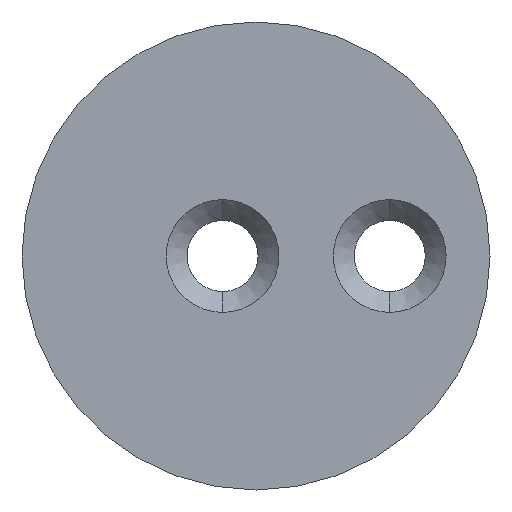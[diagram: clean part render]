
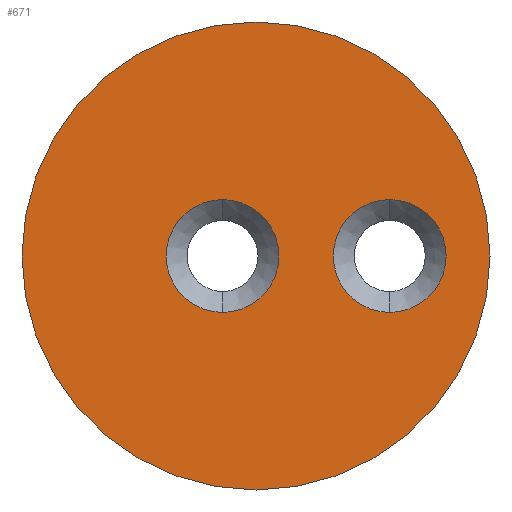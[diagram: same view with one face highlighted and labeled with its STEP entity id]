
A CAD part, front view. The second image highlights one B-rep face of the part: STEP entity #671.
In plain terms, the highlighted planar face has unit normal (0, -1, 0).
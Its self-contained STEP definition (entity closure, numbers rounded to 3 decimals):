
#3 = DIRECTION ( 'NONE',  ( 0., 0., -1. ) ) ;
#23 = VERTEX_POINT ( 'NONE', #392 ) ;
#26 = EDGE_CURVE ( 'NONE', #639, #183, #55, .T. ) ;
#27 = AXIS2_PLACEMENT_3D ( 'NONE', #285, #170, #121 ) ;
#40 = EDGE_LOOP ( 'NONE', ( #328, #342 ) ) ;
#55 = CIRCLE ( 'NONE', #438, 1.35 ) ;
#59 = EDGE_CURVE ( 'NONE', #494, #278, #456, .T. ) ;
#63 = AXIS2_PLACEMENT_3D ( 'NONE', #466, #101, #315 ) ;
#89 = VERTEX_POINT ( 'NONE', #681 ) ;
#97 = CARTESIAN_POINT ( 'NONE',  ( -0.8, -0.5, 1.35 ) ) ;
#101 = DIRECTION ( 'NONE',  ( 0., 1., 0. ) ) ;
#121 = DIRECTION ( 'NONE',  ( 0., 0., -1. ) ) ;
#124 = ORIENTED_EDGE ( 'NONE', *, *, #59, .T. ) ;
#126 = CARTESIAN_POINT ( 'NONE',  ( 3.2, -0.5, 1.35 ) ) ;
#131 = DIRECTION ( 'NONE',  ( 0., -1., 0. ) ) ;
#139 = CARTESIAN_POINT ( 'NONE',  ( 3.2, -0.5, 0. ) ) ;
#170 = DIRECTION ( 'NONE',  ( 0., 1., 0. ) ) ;
#171 = CIRCLE ( 'NONE', #262, 5.6 ) ;
#183 = VERTEX_POINT ( 'NONE', #504 ) ;
#200 = DIRECTION ( 'NONE',  ( 0., 0., -1. ) ) ;
#251 = CIRCLE ( 'NONE', #27, 1.35 ) ;
#252 = FACE_BOUND ( 'NONE', #40, .T. ) ;
#262 = AXIS2_PLACEMENT_3D ( 'NONE', #476, #317, #3 ) ;
#263 = CIRCLE ( 'NONE', #63, 1.35 ) ;
#278 = VERTEX_POINT ( 'NONE', #97 ) ;
#285 = CARTESIAN_POINT ( 'NONE',  ( -0.8, -0.5, 0. ) ) ;
#293 = EDGE_LOOP ( 'NONE', ( #124, #302 ) ) ;
#302 = ORIENTED_EDGE ( 'NONE', *, *, #586, .T. ) ;
#315 = DIRECTION ( 'NONE',  ( 0., 0., -1. ) ) ;
#317 = DIRECTION ( 'NONE',  ( 0., -1., 0. ) ) ;
#328 = ORIENTED_EDGE ( 'NONE', *, *, #485, .T. ) ;
#342 = ORIENTED_EDGE ( 'NONE', *, *, #26, .T. ) ;
#346 = EDGE_LOOP ( 'NONE', ( #381, #351 ) ) ;
#351 = ORIENTED_EDGE ( 'NONE', *, *, #580, .T. ) ;
#359 = DIRECTION ( 'NONE',  ( 0., 0., -1. ) ) ;
#368 = EDGE_CURVE ( 'NONE', #89, #23, #171, .T. ) ;
#381 = ORIENTED_EDGE ( 'NONE', *, *, #368, .T. ) ;
#392 = CARTESIAN_POINT ( 'NONE',  ( 0., -0.5, -5.6 ) ) ;
#429 = CARTESIAN_POINT ( 'NONE',  ( 0., -0.5, 0. ) ) ;
#438 = AXIS2_PLACEMENT_3D ( 'NONE', #139, #670, #200 ) ;
#456 = CIRCLE ( 'NONE', #610, 1.35 ) ;
#461 = DIRECTION ( 'NONE',  ( 0., 0., -1. ) ) ;
#466 = CARTESIAN_POINT ( 'NONE',  ( 3.2, -0.5, 0. ) ) ;
#476 = CARTESIAN_POINT ( 'NONE',  ( 0., -0.5, 0. ) ) ;
#485 = EDGE_CURVE ( 'NONE', #183, #639, #263, .T. ) ;
#489 = CARTESIAN_POINT ( 'NONE',  ( -0.8, -0.5, -1.35 ) ) ;
#494 = VERTEX_POINT ( 'NONE', #489 ) ;
#504 = CARTESIAN_POINT ( 'NONE',  ( 3.2, -0.5, -1.35 ) ) ;
#506 = DIRECTION ( 'NONE',  ( 0., 1., 0. ) ) ;
#562 = CARTESIAN_POINT ( 'NONE',  ( -0.8, -0.5, 0. ) ) ;
#578 = CIRCLE ( 'NONE', #635, 5.6 ) ;
#580 = EDGE_CURVE ( 'NONE', #23, #89, #578, .T. ) ;
#586 = EDGE_CURVE ( 'NONE', #278, #494, #251, .T. ) ;
#610 = AXIS2_PLACEMENT_3D ( 'NONE', #562, #506, #359 ) ;
#611 = CARTESIAN_POINT ( 'NONE',  ( 0., -0.5, 0. ) ) ;
#619 = FACE_BOUND ( 'NONE', #293, .T. ) ;
#635 = AXIS2_PLACEMENT_3D ( 'NONE', #429, #643, #640 ) ;
#639 = VERTEX_POINT ( 'NONE', #126 ) ;
#640 = DIRECTION ( 'NONE',  ( 0., 0., -1. ) ) ;
#643 = DIRECTION ( 'NONE',  ( 0., -1., 0. ) ) ;
#667 = FACE_OUTER_BOUND ( 'NONE', #346, .T. ) ;
#668 = AXIS2_PLACEMENT_3D ( 'NONE', #611, #131, #461 ) ;
#670 = DIRECTION ( 'NONE',  ( 0., 1., 0. ) ) ;
#671 = ADVANCED_FACE ( 'NONE', ( #252, #619, #667 ), #672, .T. ) ;
#672 = PLANE ( 'NONE',  #668 ) ;
#681 = CARTESIAN_POINT ( 'NONE',  ( 0., -0.5, 5.6 ) ) ;
